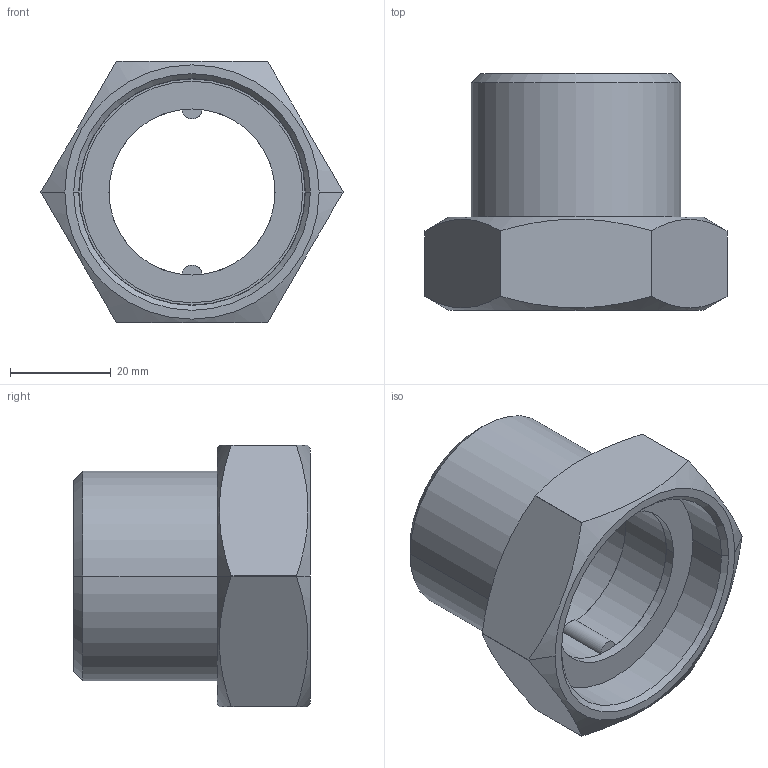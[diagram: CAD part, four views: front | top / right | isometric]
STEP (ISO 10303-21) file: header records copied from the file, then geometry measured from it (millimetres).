
FILE_DESCRIPTION((''),'2;1');
FILE_NAME('003Z0234_ASM','2017-05-18T',('U258099'),('Danfoss'),'CREO PARAMETRIC BY PTC INC, 2015480','CREO PARAMETRIC BY PTC INC, 2015480','');
FILE_SCHEMA(('CONFIG_CONTROL_DESIGN'));
Length unit declared in the file: millimetre
Products named in the file (4): 5670503; 5670558; 54550030; 003Z0234_ASM
Assembly tree (3 placements, depth 2):
  003Z0234_ASM
    5670503
    5670558
    54550030
Bounding box: 60 x 47 x 52 mm (x, y, z)
Volume: 33802.1 mm3; surface area: 19225.1 mm2
Topology: 3 solids, 3 shells, 53 faces, 124 edges, 80 vertices
Faces by surface type: cylinder 26, plane 15, cone 12
Entity records: 1790 total; most frequent: CARTESIAN_POINT 428, DIRECTION 292, ORIENTED_EDGE 248, AXIS2_PLACEMENT_3D 124, EDGE_CURVE 124, VERTEX_POINT 80, CIRCLE 64, EDGE_LOOP 62
